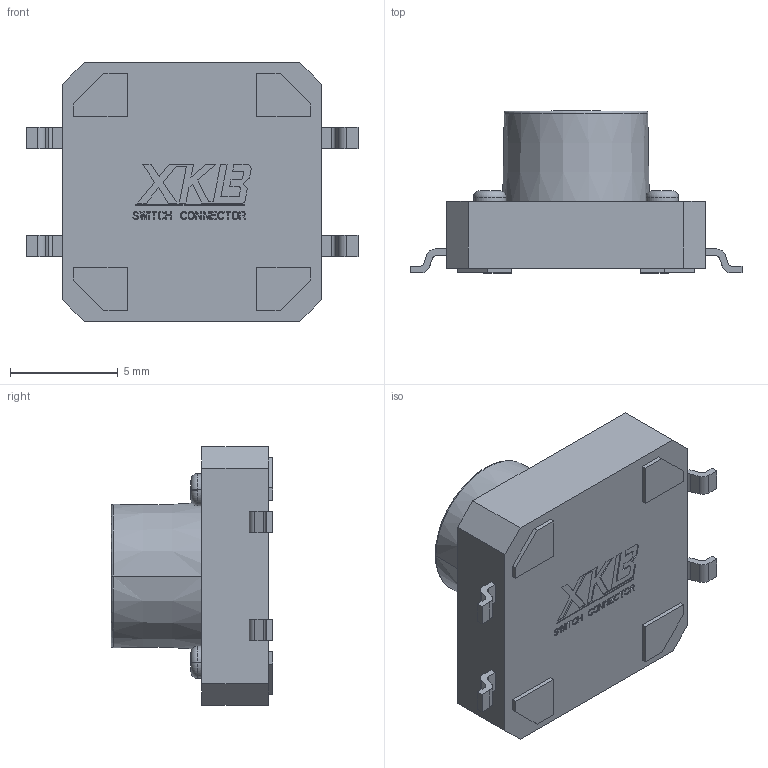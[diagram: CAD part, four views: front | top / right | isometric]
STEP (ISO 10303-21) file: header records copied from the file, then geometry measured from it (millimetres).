
FILE_DESCRIPTION(('STEP AP242'),'1');
FILE_NAME('ts-1103s-b-h.stp','2023-10-30T20:31:00',('TraceParts'),('TraceParts S.A.'),'Spatial InterOp 3D',' ',' ');
FILE_SCHEMA(('AP242_MANAGED_MODEL_BASED_3D_ENGINEERING_MIM_LF {1 0 10303 442 1 1 4}'));
Length unit declared in the file: millimetre
Products named in the file (1): ts-1103s-b-h
Bounding box: 15.4 x 7.5 x 12 mm (x, y, z)
Volume: 597.2 mm3; surface area: 567.5 mm2
Topology: 1 solids, 1 shells, 571 faces, 1592 edges, 1058 vertices
Faces by surface type: plane 515, cylinder 34, torus 20, cone 2
Entity records: 18043 total; most frequent: CARTESIAN_POINT 3222, ORIENTED_EDGE 3184, DIRECTION 2858, EDGE_CURVE 1592, LINE 1470, VECTOR 1470, VERTEX_POINT 1058, AXIS2_PLACEMENT_3D 694
